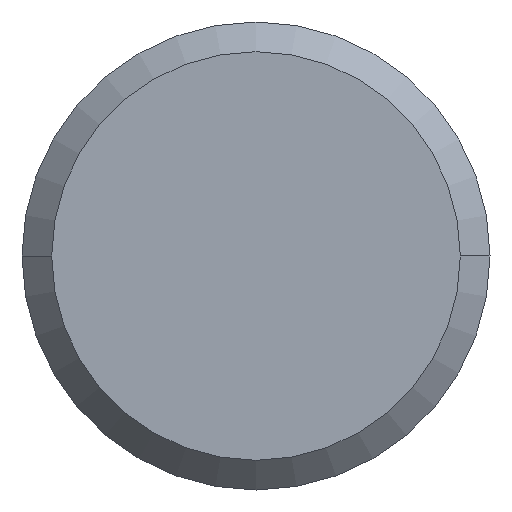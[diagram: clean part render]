
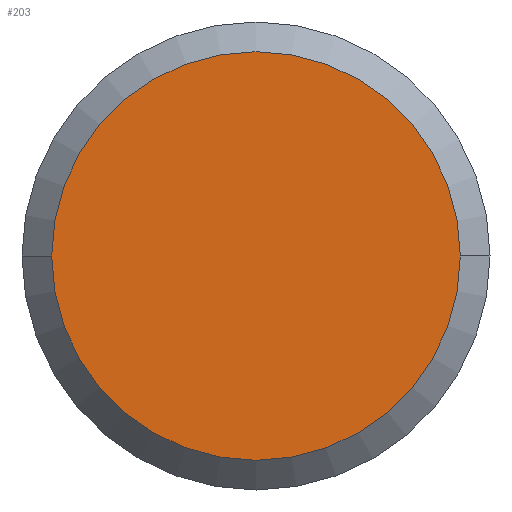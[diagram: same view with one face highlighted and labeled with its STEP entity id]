
A CAD part, left-side view. The second image highlights one B-rep face of the part: STEP entity #203.
In plain terms, the highlighted planar face has unit normal (-1, 0, 0).
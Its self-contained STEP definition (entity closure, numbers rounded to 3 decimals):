
#44 = AXIS2_PLACEMENT_3D ( 'NONE', #369, #408, #137 ) ;
#64 = AXIS2_PLACEMENT_3D ( 'NONE', #113, #332, #334 ) ;
#113 = CARTESIAN_POINT ( 'NONE',  ( 0., 0., 0. ) ) ;
#137 = DIRECTION ( 'NONE',  ( 0., 1., 0. ) ) ;
#149 = FACE_OUTER_BOUND ( 'NONE', #387, .T. ) ;
#164 = CARTESIAN_POINT ( 'NONE',  ( 0., 5.238, 0. ) ) ;
#179 = CARTESIAN_POINT ( 'NONE',  ( 0., 0., 0. ) ) ;
#203 = ADVANCED_FACE ( 'NONE', ( #149 ), #207, .T. ) ;
#207 = PLANE ( 'NONE',  #64 ) ;
#215 = EDGE_CURVE ( 'NONE', #362, #296, #317, .T. ) ;
#245 = EDGE_CURVE ( 'NONE', #296, #362, #295, .T. ) ;
#263 = ORIENTED_EDGE ( 'NONE', *, *, #245, .F. ) ;
#295 = CIRCLE ( 'NONE', #406, 5.238 ) ;
#296 = VERTEX_POINT ( 'NONE', #401 ) ;
#310 = ORIENTED_EDGE ( 'NONE', *, *, #215, .F. ) ;
#317 = CIRCLE ( 'NONE', #44, 5.238 ) ;
#332 = DIRECTION ( 'NONE',  ( -1., 0., 0. ) ) ;
#334 = DIRECTION ( 'NONE',  ( 0., -1., 0. ) ) ;
#342 = DIRECTION ( 'NONE',  ( 1., 0., 0. ) ) ;
#362 = VERTEX_POINT ( 'NONE', #164 ) ;
#369 = CARTESIAN_POINT ( 'NONE',  ( 0., 0., 0. ) ) ;
#387 = EDGE_LOOP ( 'NONE', ( #310, #263 ) ) ;
#401 = CARTESIAN_POINT ( 'NONE',  ( 0., -5.238, 0. ) ) ;
#406 = AXIS2_PLACEMENT_3D ( 'NONE', #179, #342, #413 ) ;
#408 = DIRECTION ( 'NONE',  ( 1., 0., 0. ) ) ;
#413 = DIRECTION ( 'NONE',  ( 0., 1., 0. ) ) ;
